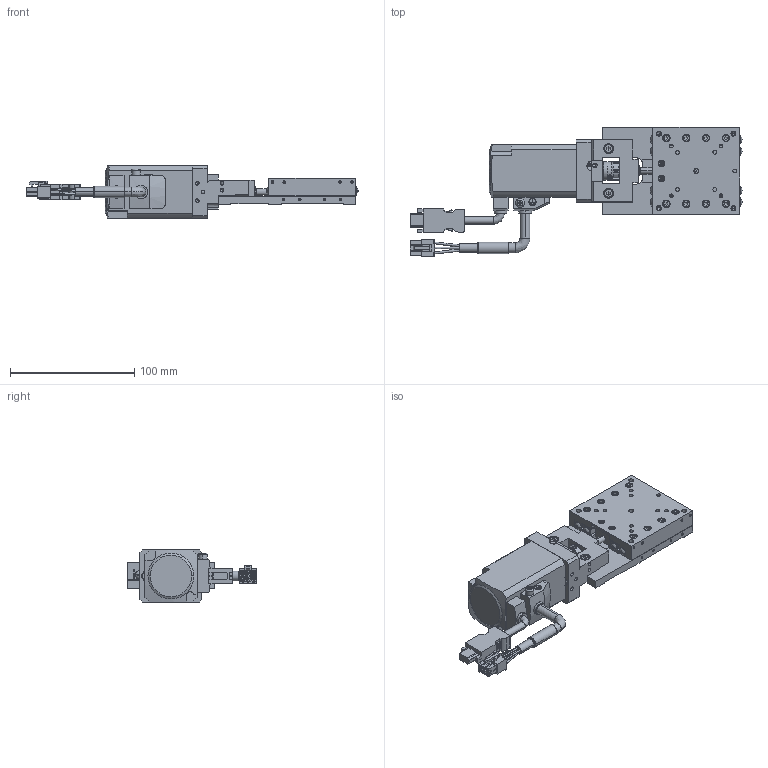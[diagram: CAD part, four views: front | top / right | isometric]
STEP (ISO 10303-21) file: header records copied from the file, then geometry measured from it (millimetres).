
FILE_DESCRIPTION( (''), '2;1');
FILE_NAME ('DR051296-0001-000-00.stp','2019-04-18T16:53:32',(''),(''),'spGate 13.4.4','','');
FILE_SCHEMA (('AUTOMOTIVE_DESIGN'));
Length unit declared in the file: millimetre
Products named in the file (6): Assembly; DR051296-0001-000-00-prt0; DR051296-0001-000-00-prt1; DR051296-0001-000-00-prt2; DR051296-0001-000-00-prt3; DR051296-0001-000-00-prt4
Assembly tree (5 placements, depth 2):
  Assembly
    DR051296-0001-000-00-prt0
    DR051296-0001-000-00-prt1
    DR051296-0001-000-00-prt2
    DR051296-0001-000-00-prt3
    DR051296-0001-000-00-prt4
Bounding box: 267.29 x 103.9 x 42 mm (x, y, z)
Volume: 283659.6 mm3; surface area: 87815.4 mm2
Topology: 5 solids, 5 shells, 2509 faces, 6106 edges, 3706 vertices
Faces by surface type: plane 1437, cylinder 622, bspline 433, sphere 17
Entity records: 124356 total; most frequent: CARTESIAN_POINT 19702, ORIENTED_EDGE 11914, DIRECTION 10999, COLOUR_RGB 8471, PRESENTATION_STYLE_ASSIGNMENT 8471, STYLED_ITEM 8471, EDGE_CURVE 5957, DRAUGHTING_PRE_DEFINED_CURVE_FONT 5957
